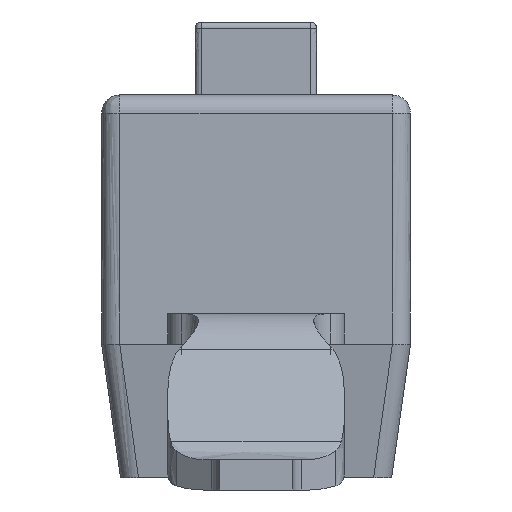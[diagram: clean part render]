
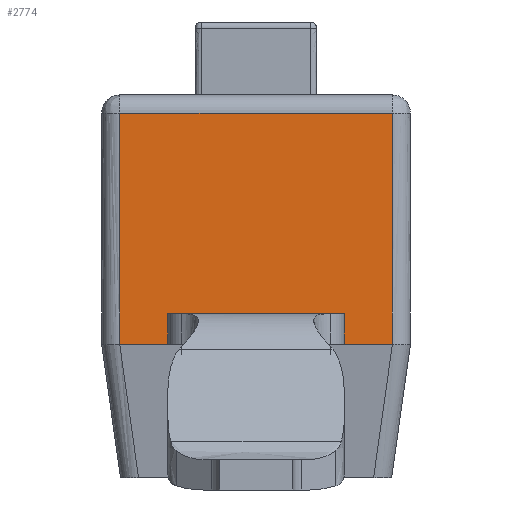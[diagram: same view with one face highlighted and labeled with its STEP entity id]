
A CAD part, front view. The second image highlights one B-rep face of the part: STEP entity #2774.
In plain terms, the highlighted free-form (B-spline) face has degree [1, 1] with [2, 2] control points.
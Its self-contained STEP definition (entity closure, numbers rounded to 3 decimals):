
#2774 = ADVANCED_FACE('',(#2775),#2833,.F.);
#2775 = FACE_BOUND('',#2776,.T.);
#2776 = EDGE_LOOP('',(#2777,#2786,#2793,#2800,#2807,#2814,#2821,#2828));
#2777 = ORIENTED_EDGE('',*,*,#2778,.T.);
#2778 = EDGE_CURVE('',#2779,#2781,#2783,.T.);
#2779 = VERTEX_POINT('',#2780);
#2780 = CARTESIAN_POINT('',(-1.098,-2.942,
    1.215));
#2781 = VERTEX_POINT('',#2782);
#2782 = CARTESIAN_POINT('',(-0.71,-2.942,
    1.215));
#2783 = B_SPLINE_CURVE_WITH_KNOTS('',1,(#2784,#2785),.UNSPECIFIED.,.F.,
  .F.,(2,2),(0.147,0.534),.PIECEWISE_BEZIER_KNOTS.);
#2784 = CARTESIAN_POINT('',(-1.098,-2.942,
    1.215));
#2785 = CARTESIAN_POINT('',(-0.71,-2.942,
    1.215));
#2786 = ORIENTED_EDGE('',*,*,#2787,.F.);
#2787 = EDGE_CURVE('',#2788,#2781,#2790,.T.);
#2788 = VERTEX_POINT('',#2789);
#2789 = CARTESIAN_POINT('',(-0.71,-2.942,
    1.46));
#2790 = B_SPLINE_CURVE_WITH_KNOTS('',1,(#2791,#2792),.UNSPECIFIED.,.F.,
  .F.,(2,2),(-0.,0.245),.PIECEWISE_BEZIER_KNOTS.);
#2791 = CARTESIAN_POINT('',(-0.71,-2.942,
    1.46));
#2792 = CARTESIAN_POINT('',(-0.71,-2.942,
    1.215));
#2793 = ORIENTED_EDGE('',*,*,#2794,.F.);
#2794 = EDGE_CURVE('',#2795,#2788,#2797,.T.);
#2795 = VERTEX_POINT('',#2796);
#2796 = CARTESIAN_POINT('',(0.711,-2.942,
    1.46));
#2797 = B_SPLINE_CURVE_WITH_KNOTS('',1,(#2798,#2799),.UNSPECIFIED.,.F.,
  .F.,(2,2),(-0.,1.422),.PIECEWISE_BEZIER_KNOTS.);
#2798 = CARTESIAN_POINT('',(0.711,-2.942,
    1.46));
#2799 = CARTESIAN_POINT('',(-0.71,-2.942,
    1.46));
#2800 = ORIENTED_EDGE('',*,*,#2801,.F.);
#2801 = EDGE_CURVE('',#2802,#2795,#2804,.T.);
#2802 = VERTEX_POINT('',#2803);
#2803 = CARTESIAN_POINT('',(0.711,-2.942,
    1.215));
#2804 = B_SPLINE_CURVE_WITH_KNOTS('',1,(#2805,#2806),.UNSPECIFIED.,.F.,
  .F.,(2,2),(-0.245,0.),.PIECEWISE_BEZIER_KNOTS.);
#2805 = CARTESIAN_POINT('',(0.711,-2.942,
    1.215));
#2806 = CARTESIAN_POINT('',(0.711,-2.942,
    1.46));
#2807 = ORIENTED_EDGE('',*,*,#2808,.T.);
#2808 = EDGE_CURVE('',#2802,#2809,#2811,.T.);
#2809 = VERTEX_POINT('',#2810);
#2810 = CARTESIAN_POINT('',(1.099,-2.942,
    1.215));
#2811 = B_SPLINE_CURVE_WITH_KNOTS('',1,(#2812,#2813),.UNSPECIFIED.,.F.,
  .F.,(2,2),(1.956,2.344),.PIECEWISE_BEZIER_KNOTS.);
#2812 = CARTESIAN_POINT('',(0.711,-2.942,
    1.215));
#2813 = CARTESIAN_POINT('',(1.099,-2.942,
    1.215));
#2814 = ORIENTED_EDGE('',*,*,#2815,.T.);
#2815 = EDGE_CURVE('',#2809,#2816,#2818,.T.);
#2816 = VERTEX_POINT('',#2817);
#2817 = CARTESIAN_POINT('',(1.099,-2.942,3.078
    ));
#2818 = B_SPLINE_CURVE_WITH_KNOTS('',1,(#2819,#2820),.UNSPECIFIED.,.F.,
  .F.,(2,2),(-2.01,-0.147),.PIECEWISE_BEZIER_KNOTS.);
#2819 = CARTESIAN_POINT('',(1.099,-2.942,
    1.215));
#2820 = CARTESIAN_POINT('',(1.099,-2.942,3.078
    ));
#2821 = ORIENTED_EDGE('',*,*,#2822,.T.);
#2822 = EDGE_CURVE('',#2816,#2823,#2825,.T.);
#2823 = VERTEX_POINT('',#2824);
#2824 = CARTESIAN_POINT('',(-1.098,-2.942,
    3.078));
#2825 = B_SPLINE_CURVE_WITH_KNOTS('',1,(#2826,#2827),.UNSPECIFIED.,.F.,
  .F.,(2,2),(-2.344,-0.147),.PIECEWISE_BEZIER_KNOTS.);
#2826 = CARTESIAN_POINT('',(1.099,-2.942,3.078
    ));
#2827 = CARTESIAN_POINT('',(-1.098,-2.942,
    3.078));
#2828 = ORIENTED_EDGE('',*,*,#2829,.T.);
#2829 = EDGE_CURVE('',#2823,#2779,#2830,.T.);
#2830 = B_SPLINE_CURVE_WITH_KNOTS('',1,(#2831,#2832),.UNSPECIFIED.,.F.,
  .F.,(2,2),(0.147,2.01),.PIECEWISE_BEZIER_KNOTS.);
#2831 = CARTESIAN_POINT('',(-1.098,-2.942,
    3.078));
#2832 = CARTESIAN_POINT('',(-1.098,-2.942,
    1.215));
#2833 = B_SPLINE_SURFACE_WITH_KNOTS('',1,1,(
    (#2834,#2835)
    ,(#2836,#2837
    )),.UNSPECIFIED.,.F.,.F.,.F.,(2,2),(2,2),(-2.01,
    -0.147),(0.147,2.344),
  .PIECEWISE_BEZIER_KNOTS.);
#2834 = CARTESIAN_POINT('',(-1.098,-2.942,
    1.215));
#2835 = CARTESIAN_POINT('',(1.099,-2.942,
    1.215));
#2836 = CARTESIAN_POINT('',(-1.098,-2.942,
    3.078));
#2837 = CARTESIAN_POINT('',(1.099,-2.942,3.078
    ));
